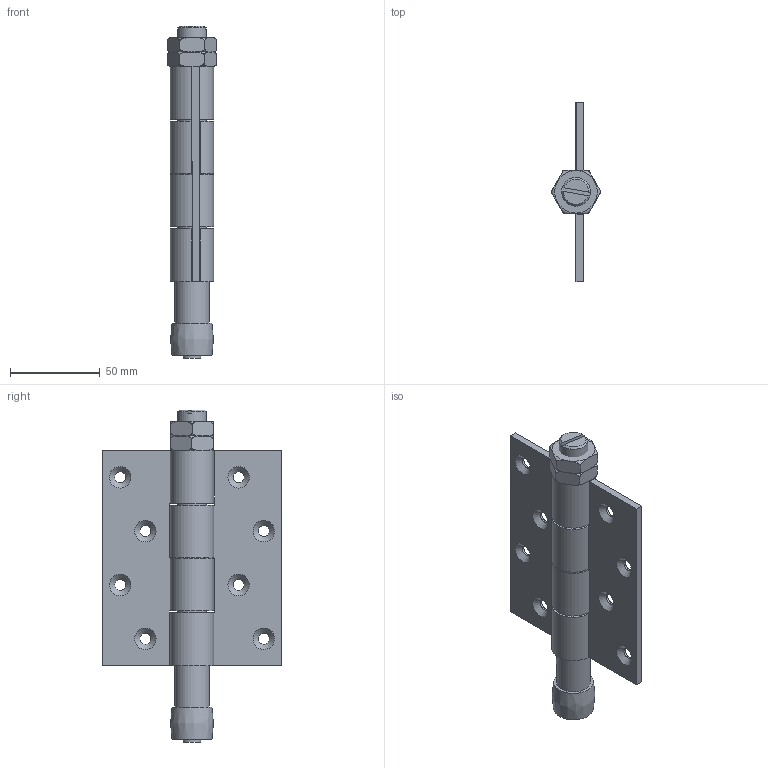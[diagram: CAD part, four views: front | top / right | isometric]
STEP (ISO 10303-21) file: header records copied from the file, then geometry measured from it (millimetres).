
FILE_DESCRIPTION(/* description */ (''),/* implementation_level */ '2;1');
FILE_NAME(/* name */ '1108.stp',/* time_stamp */ '2019-12-18T11:53:59+01:00',/* author */ ('DOMINIQUE'),/* organization */ (''),/* preprocessor_version */ 'ST-DEVELOPER v17.2',/* originating_system */ 'Autodesk Inventor 2019',/* authorisation */ '');
FILE_SCHEMA (('CONFIG_CONTROL_DESIGN'));
Length unit declared in the file: millimetre
Products named in the file (7): 1108; 15664; 13589; 13529; 15232_B; 15791; 06016
Assembly tree (8 placements, depth 2):
  1108
    15664
    13589
    13529
    15232_B  x2
    15791
    06016  x2
Bounding box: 27.71 x 100 x 185 mm (x, y, z)
Volume: 111114.9 mm3; surface area: 56041 mm2
Topology: 8 solids, 8 shells, 129 faces, 351 edges, 241 vertices
Faces by surface type: plane 79, cylinder 35, cone 10, torus 4, bspline 1
Full cylindrical faces by diameter (mm): 6.2 x8, 10 x2, 13.835 x2, 14 x1, 14.3 x1, 16 x1, 16.5 x1, 18 x1, 18.5 x1, 19 x1
Entity records: 3056 total; most frequent: CARTESIAN_POINT 738, DIRECTION 464, ORIENTED_EDGE 410, EDGE_CURVE 205, AXIS2_PLACEMENT_3D 185, VERTEX_POINT 142, EDGE_LOOP 97, LINE 94
